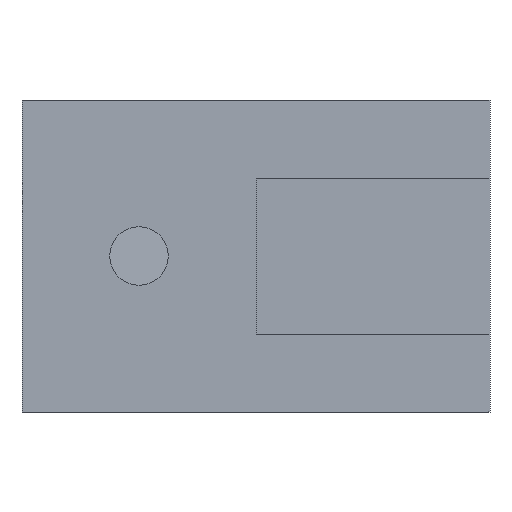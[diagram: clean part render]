
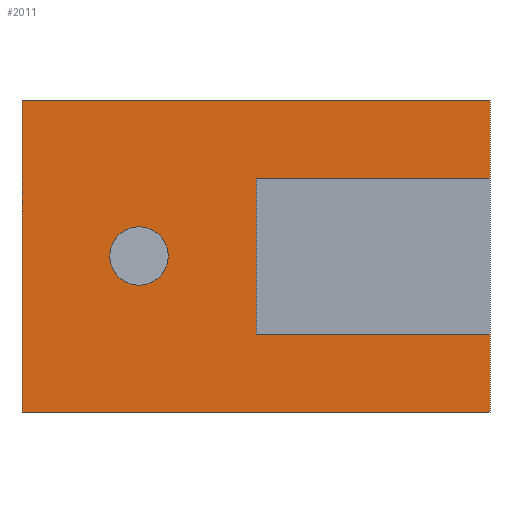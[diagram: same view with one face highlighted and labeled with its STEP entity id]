
A CAD part, front view. The second image highlights one B-rep face of the part: STEP entity #2011.
In plain terms, the highlighted planar face has unit normal (0, -1, 0).
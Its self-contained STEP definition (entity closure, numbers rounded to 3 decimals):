
#48=FACE_BOUND('',#277,.T.);
#159=FACE_OUTER_BOUND('',#276,.T.);
#276=EDGE_LOOP('',(#1743,#1744,#1745,#1746,#1747,#1748,#1749,#1750));
#277=EDGE_LOOP('',(#1751));
#301=CIRCLE('',#2040,1.5);
#314=LINE('',#2629,#574);
#397=LINE('',#2813,#657);
#401=LINE('',#2823,#661);
#404=LINE('',#2829,#664);
#408=LINE('',#2838,#668);
#412=LINE('',#2845,#672);
#562=LINE('',#3148,#822);
#569=LINE('',#3163,#829);
#574=VECTOR('',#2152,10.);
#657=VECTOR('',#2261,10.);
#661=VECTOR('',#2269,10.);
#664=VECTOR('',#2274,10.);
#668=VECTOR('',#2284,10.);
#672=VECTOR('',#2290,10.);
#822=VECTOR('',#2596,10.);
#829=VECTOR('',#2613,10.);
#831=VERTEX_POINT('',#2619);
#835=VERTEX_POINT('',#2627);
#912=VERTEX_POINT('',#2783);
#922=VERTEX_POINT('',#2811);
#923=VERTEX_POINT('',#2812);
#927=VERTEX_POINT('',#2822);
#929=VERTEX_POINT('',#2828);
#933=VERTEX_POINT('',#2843);
#1008=VERTEX_POINT('',#3147);
#1017=EDGE_CURVE('',#835,#831,#314,.T.);
#1094=EDGE_CURVE('',#912,#912,#301,.T.);
#1109=EDGE_CURVE('',#922,#923,#397,.T.);
#1114=EDGE_CURVE('',#927,#922,#401,.T.);
#1117=EDGE_CURVE('',#929,#927,#404,.T.);
#1122=EDGE_CURVE('',#835,#929,#408,.T.);
#1126=EDGE_CURVE('',#923,#933,#412,.T.);
#1277=EDGE_CURVE('',#1008,#831,#562,.T.);
#1285=EDGE_CURVE('',#1008,#933,#569,.T.);
#1743=ORIENTED_EDGE('',*,*,#1277,.T.);
#1744=ORIENTED_EDGE('',*,*,#1017,.F.);
#1745=ORIENTED_EDGE('',*,*,#1122,.T.);
#1746=ORIENTED_EDGE('',*,*,#1117,.T.);
#1747=ORIENTED_EDGE('',*,*,#1114,.T.);
#1748=ORIENTED_EDGE('',*,*,#1109,.T.);
#1749=ORIENTED_EDGE('',*,*,#1126,.T.);
#1750=ORIENTED_EDGE('',*,*,#1285,.F.);
#1751=ORIENTED_EDGE('',*,*,#1094,.T.);
#1919=PLANE('',#2140);
#2011=ADVANCED_FACE('',(#159,#48),#1919,.T.);
#2040=AXIS2_PLACEMENT_3D('',#2784,#2232,#2233);
#2140=AXIS2_PLACEMENT_3D('',#3162,#2611,#2612);
#2152=DIRECTION('',(-1.,0.,0.));
#2232=DIRECTION('center_axis',(0.,1.,0.));
#2233=DIRECTION('ref_axis',(1.,0.,0.));
#2261=DIRECTION('',(1.,0.,0.));
#2269=DIRECTION('',(0.,0.,1.));
#2274=DIRECTION('',(-1.,0.,0.));
#2284=DIRECTION('',(0.,0.,1.));
#2290=DIRECTION('',(0.,0.,1.));
#2596=DIRECTION('',(0.,0.,-1.));
#2611=DIRECTION('center_axis',(0.,-1.,0.));
#2612=DIRECTION('ref_axis',(1.,0.,0.));
#2613=DIRECTION('',(1.,0.,0.));
#2619=CARTESIAN_POINT('',(-10.,-12.5,0.));
#2627=CARTESIAN_POINT('',(14.,-12.5,0.));
#2629=CARTESIAN_POINT('',(-30.,-12.5,0.));
#2783=CARTESIAN_POINT('',(-5.5,-12.5,8.));
#2784=CARTESIAN_POINT('Origin',(-4.,-12.5,8.));
#2811=CARTESIAN_POINT('',(2.,-12.5,12.));
#2812=CARTESIAN_POINT('',(14.,-12.5,12.));
#2813=CARTESIAN_POINT('',(-26.,-12.5,12.));
#2822=CARTESIAN_POINT('',(2.,-12.5,4.));
#2823=CARTESIAN_POINT('',(2.,-12.5,2.));
#2828=CARTESIAN_POINT('',(14.,-12.5,4.));
#2829=CARTESIAN_POINT('',(-20.,-12.5,4.));
#2838=CARTESIAN_POINT('',(14.,-12.5,0.));
#2843=CARTESIAN_POINT('',(14.,-12.5,16.));
#2845=CARTESIAN_POINT('',(14.,-12.5,0.));
#3147=CARTESIAN_POINT('',(-10.,-12.5,16.));
#3148=CARTESIAN_POINT('',(-10.,-12.5,8.));
#3162=CARTESIAN_POINT('Origin',(-54.,-12.5,0.));
#3163=CARTESIAN_POINT('',(-30.,-12.5,16.));
